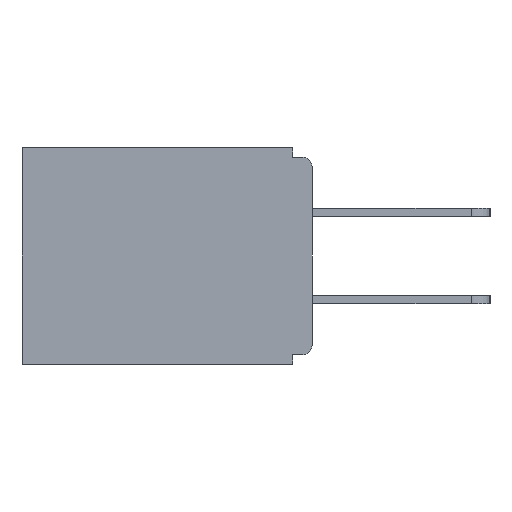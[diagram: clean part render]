
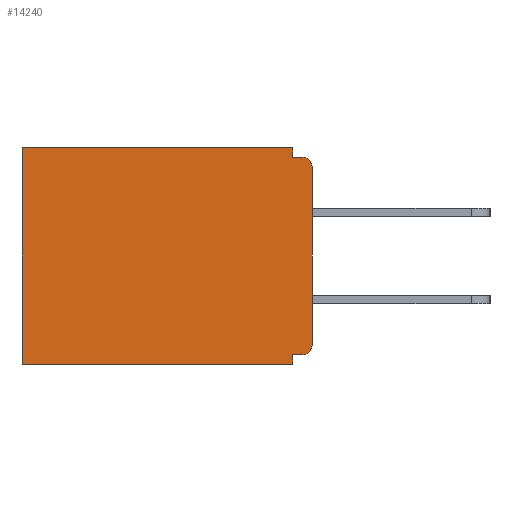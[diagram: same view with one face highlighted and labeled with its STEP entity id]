
A CAD part, left-side view. The second image highlights one B-rep face of the part: STEP entity #14240.
In plain terms, the highlighted planar face has unit normal (-1, 0, 0).
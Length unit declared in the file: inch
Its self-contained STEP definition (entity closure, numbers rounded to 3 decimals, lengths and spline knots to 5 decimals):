
#212 = CARTESIAN_POINT ( 'NONE',  ( 0.298, 0.031, -0.328 ) ) ;
#228 = CARTESIAN_POINT ( 'NONE',  ( 0.298, 0.46, -0.343 ) ) ;
#330 = ORIENTED_EDGE ( 'NONE', *, *, #21296, .F. ) ;
#383 = VERTEX_POINT ( 'NONE', #952 ) ;
#411 = CARTESIAN_POINT ( 'NONE',  ( 0.298, 0.031, -0.343 ) ) ;
#749 = VERTEX_POINT ( 'NONE', #212 ) ;
#898 = CARTESIAN_POINT ( 'NONE',  ( 0.298, 0.031, -0.343 ) ) ;
#904 = VERTEX_POINT ( 'NONE', #21981 ) ;
#952 = CARTESIAN_POINT ( 'NONE',  ( 0.298, 0.46, 0. ) ) ;
#1537 = ORIENTED_EDGE ( 'NONE', *, *, #22254, .F. ) ;
#1734 = ORIENTED_EDGE ( 'NONE', *, *, #12862, .F. ) ;
#1811 = DIRECTION ( 'NONE',  ( 1., 0., 0. ) ) ;
#2100 = AXIS2_PLACEMENT_3D ( 'NONE', #7565, #1811, #3814 ) ;
#2400 = LINE ( 'NONE', #11529, #2678 ) ;
#2453 = VECTOR ( 'NONE', #21020, 39.37008 ) ;
#2621 = EDGE_CURVE ( 'NONE', #15795, #23679, #2400, .T. ) ;
#2678 = VECTOR ( 'NONE', #19259, 39.37008 ) ;
#3186 = DIRECTION ( 'NONE',  ( 0., 0., -1. ) ) ;
#3346 = EDGE_CURVE ( 'NONE', #4313, #749, #7204, .T. ) ;
#3365 = DIRECTION ( 'NONE',  ( 0., 1., 0. ) ) ;
#3485 = PLANE ( 'NONE',  #2100 ) ;
#3814 = DIRECTION ( 'NONE',  ( 0., 0., -1. ) ) ;
#4313 = VERTEX_POINT ( 'NONE', #20746 ) ;
#4349 = CARTESIAN_POINT ( 'NONE',  ( 0.298, 0.031, -0.343 ) ) ;
#4359 = DIRECTION ( 'NONE',  ( -1., 0., 0. ) ) ;
#4547 = VERTEX_POINT ( 'NONE', #20092 ) ;
#4719 = EDGE_CURVE ( 'NONE', #383, #23679, #24974, .T. ) ;
#4977 = CARTESIAN_POINT ( 'NONE',  ( 0.298, 0., 0. ) ) ;
#5523 = LINE ( 'NONE', #4349, #10090 ) ;
#5559 = CARTESIAN_POINT ( 'NONE',  ( 0.298, 0.031, -0.015 ) ) ;
#5772 = EDGE_CURVE ( 'NONE', #904, #383, #8585, .T. ) ;
#6865 = ORIENTED_EDGE ( 'NONE', *, *, #24207, .F. ) ;
#7204 = LINE ( 'NONE', #14978, #18978 ) ;
#7565 = CARTESIAN_POINT ( 'NONE',  ( 0.298, 0., 0. ) ) ;
#8178 = CARTESIAN_POINT ( 'NONE',  ( 0.298, 0.015, -0.313 ) ) ;
#8585 = LINE ( 'NONE', #16107, #18266 ) ;
#9036 = ORIENTED_EDGE ( 'NONE', *, *, #22222, .T. ) ;
#9547 = DIRECTION ( 'NONE',  ( 0., 0., -1. ) ) ;
#9829 = VERTEX_POINT ( 'NONE', #20857 ) ;
#10090 = VECTOR ( 'NONE', #12151, 39.37008 ) ;
#10287 = VECTOR ( 'NONE', #3186, 39.37008 ) ;
#10407 = DIRECTION ( 'NONE',  ( 0., 1., 0. ) ) ;
#10690 = CARTESIAN_POINT ( 'NONE',  ( 0.298, 0.015, -0.03 ) ) ;
#11260 = CARTESIAN_POINT ( 'NONE',  ( 0.298, 0.46, 0. ) ) ;
#11529 = CARTESIAN_POINT ( 'NONE',  ( 0.298, 0., -0.343 ) ) ;
#12151 = DIRECTION ( 'NONE',  ( 0., 0., -1. ) ) ;
#12535 = DIRECTION ( 'NONE',  ( 0., 0., -1. ) ) ;
#12581 = VERTEX_POINT ( 'NONE', #23039 ) ;
#12862 = EDGE_CURVE ( 'NONE', #20997, #4547, #14243, .T. ) ;
#13189 = VECTOR ( 'NONE', #9547, 39.37008 ) ;
#13941 = VECTOR ( 'NONE', #16669, 39.37008 ) ;
#14240 = ADVANCED_FACE ( 'NONE', ( #20810 ), #3485, .F. ) ;
#14243 = LINE ( 'NONE', #17133, #2453 ) ;
#14978 = CARTESIAN_POINT ( 'NONE',  ( 0.298, 0., -0.328 ) ) ;
#15795 = VERTEX_POINT ( 'NONE', #898 ) ;
#16107 = CARTESIAN_POINT ( 'NONE',  ( 0.298, 0., 0. ) ) ;
#16385 = AXIS2_PLACEMENT_3D ( 'NONE', #8178, #4359, #17750 ) ;
#16453 = AXIS2_PLACEMENT_3D ( 'NONE', #10690, #24173, #12535 ) ;
#16669 = DIRECTION ( 'NONE',  ( 0., 0., -1. ) ) ;
#17133 = CARTESIAN_POINT ( 'NONE',  ( 0.298, 0., -0.015 ) ) ;
#17746 = EDGE_CURVE ( 'NONE', #12581, #4547, #17924, .T. ) ;
#17750 = DIRECTION ( 'NONE',  ( 0., 0., -1. ) ) ;
#17924 = CIRCLE ( 'NONE', #16453, 0.015 ) ;
#18266 = VECTOR ( 'NONE', #10407, 39.37008 ) ;
#18978 = VECTOR ( 'NONE', #3365, 39.37008 ) ;
#19049 = ORIENTED_EDGE ( 'NONE', *, *, #4719, .T. ) ;
#19259 = DIRECTION ( 'NONE',  ( 0., 1., 0. ) ) ;
#19602 = LINE ( 'NONE', #4977, #10287 ) ;
#20092 = CARTESIAN_POINT ( 'NONE',  ( 0.298, 0.015, -0.015 ) ) ;
#20746 = CARTESIAN_POINT ( 'NONE',  ( 0.298, 0.015, -0.328 ) ) ;
#20810 = FACE_OUTER_BOUND ( 'NONE', #24275, .T. ) ;
#20857 = CARTESIAN_POINT ( 'NONE',  ( 0.298, 0., -0.313 ) ) ;
#20997 = VERTEX_POINT ( 'NONE', #5559 ) ;
#21020 = DIRECTION ( 'NONE',  ( 0., -1., 0. ) ) ;
#21201 = ORIENTED_EDGE ( 'NONE', *, *, #2621, .F. ) ;
#21296 = EDGE_CURVE ( 'NONE', #904, #20997, #5523, .T. ) ;
#21981 = CARTESIAN_POINT ( 'NONE',  ( 0.298, 0.031, 0. ) ) ;
#22222 = EDGE_CURVE ( 'NONE', #4313, #9829, #22662, .T. ) ;
#22254 = EDGE_CURVE ( 'NONE', #749, #15795, #24500, .T. ) ;
#22662 = CIRCLE ( 'NONE', #16385, 0.015 ) ;
#22995 = ORIENTED_EDGE ( 'NONE', *, *, #17746, .T. ) ;
#23039 = CARTESIAN_POINT ( 'NONE',  ( 0.298, 0., -0.03 ) ) ;
#23679 = VERTEX_POINT ( 'NONE', #228 ) ;
#24173 = DIRECTION ( 'NONE',  ( -1., 0., 0. ) ) ;
#24207 = EDGE_CURVE ( 'NONE', #12581, #9829, #19602, .T. ) ;
#24275 = EDGE_LOOP ( 'NONE', ( #22995, #1734, #330, #24280, #19049, #21201, #1537, #25001, #9036, #6865 ) ) ;
#24280 = ORIENTED_EDGE ( 'NONE', *, *, #5772, .T. ) ;
#24500 = LINE ( 'NONE', #411, #13941 ) ;
#24974 = LINE ( 'NONE', #11260, #13189 ) ;
#25001 = ORIENTED_EDGE ( 'NONE', *, *, #3346, .F. ) ;
